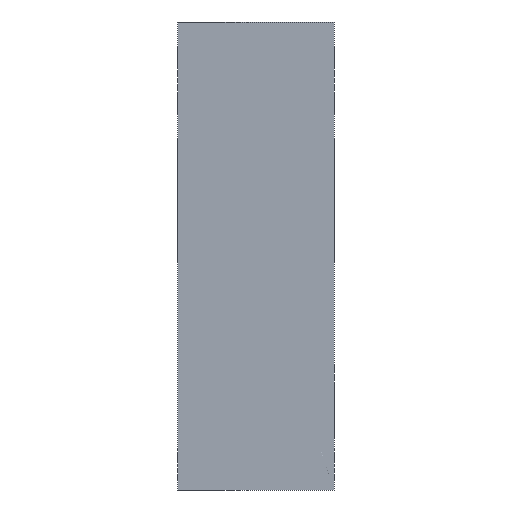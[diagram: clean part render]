
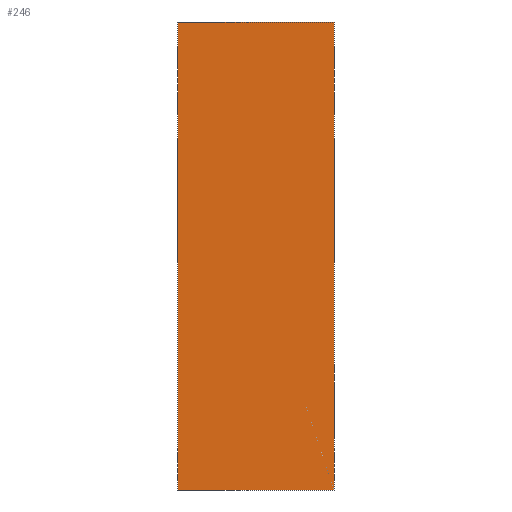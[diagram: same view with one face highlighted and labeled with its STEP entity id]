
A CAD part, left-side view. The second image highlights one B-rep face of the part: STEP entity #246.
In plain terms, the highlighted planar face has unit normal (-1, 0, 0).
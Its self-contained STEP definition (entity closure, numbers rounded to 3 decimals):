
#32 = ORIENTED_EDGE ( 'NONE', *, *, #96, .F. ) ;
#52 = VERTEX_POINT ( 'NONE', #224 ) ;
#61 = LINE ( 'NONE', #298, #112 ) ;
#85 = CARTESIAN_POINT ( 'NONE',  ( -10.726, 12., 22.071 ) ) ;
#96 = EDGE_CURVE ( 'NONE', #455, #52, #499, .T. ) ;
#101 = ORIENTED_EDGE ( 'NONE', *, *, #586, .T. ) ;
#112 = VECTOR ( 'NONE', #346, 1000. ) ;
#160 = ORIENTED_EDGE ( 'NONE', *, *, #540, .F. ) ;
#167 = CARTESIAN_POINT ( 'NONE',  ( -10.726, 0., 22.071 ) ) ;
#201 = AXIS2_PLACEMENT_3D ( 'NONE', #85, #274, #424 ) ;
#224 = CARTESIAN_POINT ( 'NONE',  ( -10.726, 0., 23.071 ) ) ;
#227 = FACE_OUTER_BOUND ( 'NONE', #617, .T. ) ;
#246 = ADVANCED_FACE ( 'NONE', ( #227 ), #517, .F. ) ;
#274 = DIRECTION ( 'NONE',  ( 1., 0., 0. ) ) ;
#298 = CARTESIAN_POINT ( 'NONE',  ( -10.726, 12., -12.929 ) ) ;
#316 = CARTESIAN_POINT ( 'NONE',  ( -10.726, 12., -12.929 ) ) ;
#322 = DIRECTION ( 'NONE',  ( 0., 0., 1. ) ) ;
#329 = VERTEX_POINT ( 'NONE', #485 ) ;
#346 = DIRECTION ( 'NONE',  ( 0., -1., 0. ) ) ;
#366 = LINE ( 'NONE', #167, #494 ) ;
#369 = ORIENTED_EDGE ( 'NONE', *, *, #596, .T. ) ;
#408 = DIRECTION ( 'NONE',  ( 0., 0., 1. ) ) ;
#424 = DIRECTION ( 'NONE',  ( 0., 0., -1. ) ) ;
#455 = VERTEX_POINT ( 'NONE', #512 ) ;
#485 = CARTESIAN_POINT ( 'NONE',  ( -10.726, 0., -12.929 ) ) ;
#494 = VECTOR ( 'NONE', #322, 1000. ) ;
#499 = LINE ( 'NONE', #503, #522 ) ;
#500 = LINE ( 'NONE', #551, #610 ) ;
#503 = CARTESIAN_POINT ( 'NONE',  ( -10.726, 12., 23.071 ) ) ;
#512 = CARTESIAN_POINT ( 'NONE',  ( -10.726, 12., 23.071 ) ) ;
#517 = PLANE ( 'NONE',  #201 ) ;
#522 = VECTOR ( 'NONE', #546, 1000. ) ;
#540 = EDGE_CURVE ( 'NONE', #567, #455, #500, .T. ) ;
#546 = DIRECTION ( 'NONE',  ( 0., -1., 0. ) ) ;
#551 = CARTESIAN_POINT ( 'NONE',  ( -10.726, 12., -1.929 ) ) ;
#567 = VERTEX_POINT ( 'NONE', #316 ) ;
#586 = EDGE_CURVE ( 'NONE', #329, #52, #366, .T. ) ;
#596 = EDGE_CURVE ( 'NONE', #567, #329, #61, .T. ) ;
#610 = VECTOR ( 'NONE', #408, 1000. ) ;
#617 = EDGE_LOOP ( 'NONE', ( #101, #32, #160, #369 ) ) ;
